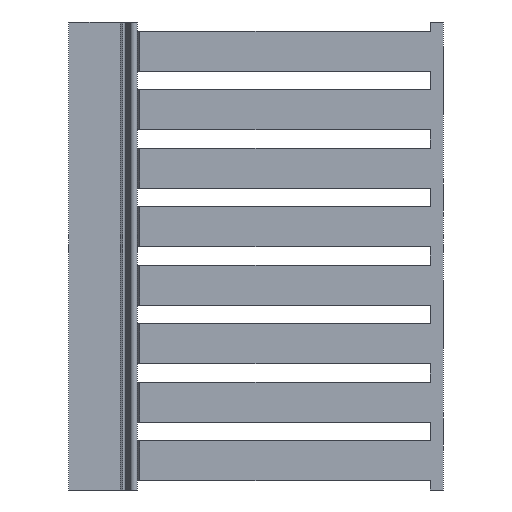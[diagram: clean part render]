
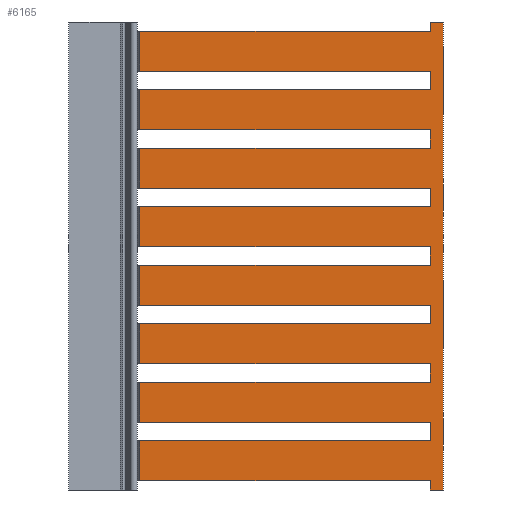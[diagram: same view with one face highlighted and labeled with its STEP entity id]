
A CAD part, left-side view. The second image highlights one B-rep face of the part: STEP entity #6165.
In plain terms, the highlighted planar face has unit normal (-1, 0, 0).
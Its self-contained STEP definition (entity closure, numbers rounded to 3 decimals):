
#631=DIRECTION('',(0.,0.,-1.));
#632=VECTOR('',#631,2.);
#633=CARTESIAN_POINT('',(-40.,2.8,100.));
#634=LINE('',#633,#632);
#643=DIRECTION('',(0.,0.,-1.));
#644=VECTOR('',#643,4.);
#645=CARTESIAN_POINT('',(-40.,2.8,89.5));
#646=LINE('',#645,#644);
#655=DIRECTION('',(0.,0.,-1.));
#656=VECTOR('',#655,4.);
#657=CARTESIAN_POINT('',(-40.,2.8,77.));
#658=LINE('',#657,#656);
#667=DIRECTION('',(0.,0.,-1.));
#668=VECTOR('',#667,4.);
#669=CARTESIAN_POINT('',(-40.,2.8,64.5));
#670=LINE('',#669,#668);
#679=DIRECTION('',(0.,0.,-1.));
#680=VECTOR('',#679,4.);
#681=CARTESIAN_POINT('',(-40.,2.8,52.));
#682=LINE('',#681,#680);
#691=DIRECTION('',(0.,0.,-1.));
#692=VECTOR('',#691,4.);
#693=CARTESIAN_POINT('',(-40.,2.8,39.5));
#694=LINE('',#693,#692);
#703=DIRECTION('',(0.,0.,-1.));
#704=VECTOR('',#703,4.);
#705=CARTESIAN_POINT('',(-40.,2.8,27.));
#706=LINE('',#705,#704);
#715=DIRECTION('',(0.,0.,-1.));
#716=VECTOR('',#715,4.);
#717=CARTESIAN_POINT('',(-40.,2.8,14.5));
#718=LINE('',#717,#716);
#727=DIRECTION('',(0.,0.,1.));
#728=VECTOR('',#727,2.);
#729=CARTESIAN_POINT('',(-40.,2.8,0.));
#730=LINE('',#729,#728);
#923=DIRECTION('',(0.,1.,0.));
#924=VECTOR('',#923,2.8);
#925=CARTESIAN_POINT('',(-40.,0.,0.));
#926=LINE('',#925,#924);
#931=DIRECTION('',(0.,0.,1.));
#932=VECTOR('',#931,8.5);
#933=CARTESIAN_POINT('',(-40.,64.8,2.));
#934=LINE('',#933,#932);
#935=DIRECTION('',(0.,0.,1.));
#936=VECTOR('',#935,8.5);
#937=CARTESIAN_POINT('',(-40.,64.8,14.5));
#938=LINE('',#937,#936);
#939=DIRECTION('',(0.,0.,1.));
#940=VECTOR('',#939,8.5);
#941=CARTESIAN_POINT('',(-40.,64.8,27.));
#942=LINE('',#941,#940);
#943=DIRECTION('',(0.,0.,1.));
#944=VECTOR('',#943,8.5);
#945=CARTESIAN_POINT('',(-40.,64.8,39.5));
#946=LINE('',#945,#944);
#947=DIRECTION('',(0.,0.,1.));
#948=VECTOR('',#947,8.5);
#949=CARTESIAN_POINT('',(-40.,64.8,52.));
#950=LINE('',#949,#948);
#951=DIRECTION('',(0.,0.,1.));
#952=VECTOR('',#951,8.5);
#953=CARTESIAN_POINT('',(-40.,64.8,64.5));
#954=LINE('',#953,#952);
#955=DIRECTION('',(0.,0.,1.));
#956=VECTOR('',#955,8.5);
#957=CARTESIAN_POINT('',(-40.,64.8,77.));
#958=LINE('',#957,#956);
#959=DIRECTION('',(0.,0.,1.));
#960=VECTOR('',#959,8.5);
#961=CARTESIAN_POINT('',(-40.,64.8,89.5));
#962=LINE('',#961,#960);
#963=DIRECTION('',(0.,0.,-1.));
#964=VECTOR('',#963,100.);
#965=CARTESIAN_POINT('',(-40.,0.,100.));
#966=LINE('',#965,#964);
#983=DIRECTION('',(0.,-1.,0.));
#984=VECTOR('',#983,62.);
#985=CARTESIAN_POINT('',(-40.,64.8,2.));
#986=LINE('',#985,#984);
#1147=DIRECTION('',(0.,-1.,0.));
#1148=VECTOR('',#1147,62.);
#1149=CARTESIAN_POINT('',(-40.,64.8,89.5));
#1150=LINE('',#1149,#1148);
#1207=DIRECTION('',(0.,1.,0.));
#1208=VECTOR('',#1207,2.8);
#1209=CARTESIAN_POINT('',(-40.,0.,100.));
#1210=LINE('',#1209,#1208);
#1215=DIRECTION('',(0.,1.,0.));
#1216=VECTOR('',#1215,62.);
#1217=CARTESIAN_POINT('',(-40.,2.8,98.));
#1218=LINE('',#1217,#1216);
#1283=DIRECTION('',(0.,1.,0.));
#1284=VECTOR('',#1283,62.);
#1285=CARTESIAN_POINT('',(-40.,2.8,10.5));
#1286=LINE('',#1285,#1284);
#2061=DIRECTION('',(0.,-1.,0.));
#2062=VECTOR('',#2061,62.);
#2063=CARTESIAN_POINT('',(-40.,64.8,77.));
#2064=LINE('',#2063,#2062);
#2185=DIRECTION('',(0.,1.,0.));
#2186=VECTOR('',#2185,62.);
#2187=CARTESIAN_POINT('',(-40.,2.8,85.5));
#2188=LINE('',#2187,#2186);
#2393=DIRECTION('',(0.,-1.,0.));
#2394=VECTOR('',#2393,62.);
#2395=CARTESIAN_POINT('',(-40.,64.8,64.5));
#2396=LINE('',#2395,#2394);
#2517=DIRECTION('',(0.,1.,0.));
#2518=VECTOR('',#2517,62.);
#2519=CARTESIAN_POINT('',(-40.,2.8,73.));
#2520=LINE('',#2519,#2518);
#3131=DIRECTION('',(0.,1.,0.));
#3132=VECTOR('',#3131,62.);
#3133=CARTESIAN_POINT('',(-40.,2.8,23.));
#3134=LINE('',#3133,#3132);
#3555=DIRECTION('',(0.,-1.,0.));
#3556=VECTOR('',#3555,62.);
#3557=CARTESIAN_POINT('',(-40.,64.8,27.));
#3558=LINE('',#3557,#3556);
#3591=DIRECTION('',(0.,1.,0.));
#3592=VECTOR('',#3591,62.);
#3593=CARTESIAN_POINT('',(-40.,2.8,35.5));
#3594=LINE('',#3593,#3592);
#3727=DIRECTION('',(0.,-1.,0.));
#3728=VECTOR('',#3727,62.);
#3729=CARTESIAN_POINT('',(-40.,64.8,39.5));
#3730=LINE('',#3729,#3728);
#3763=DIRECTION('',(0.,1.,0.));
#3764=VECTOR('',#3763,62.);
#3765=CARTESIAN_POINT('',(-40.,2.8,48.));
#3766=LINE('',#3765,#3764);
#3899=DIRECTION('',(0.,-1.,0.));
#3900=VECTOR('',#3899,62.);
#3901=CARTESIAN_POINT('',(-40.,64.8,52.));
#3902=LINE('',#3901,#3900);
#3935=DIRECTION('',(0.,1.,0.));
#3936=VECTOR('',#3935,62.);
#3937=CARTESIAN_POINT('',(-40.,2.8,60.5));
#3938=LINE('',#3937,#3936);
#4007=DIRECTION('',(0.,-1.,0.));
#4008=VECTOR('',#4007,62.);
#4009=CARTESIAN_POINT('',(-40.,64.8,14.5));
#4010=LINE('',#4009,#4008);
#5183=CARTESIAN_POINT('',(-40.,0.,0.));
#5184=CARTESIAN_POINT('',(-40.,2.8,0.));
#5185=VERTEX_POINT('',#5183);
#5186=VERTEX_POINT('',#5184);
#5187=CARTESIAN_POINT('',(-40.,2.8,2.));
#5188=VERTEX_POINT('',#5187);
#5189=CARTESIAN_POINT('',(-40.,2.8,14.5));
#5190=VERTEX_POINT('',#5189);
#5191=CARTESIAN_POINT('',(-40.,2.8,10.5));
#5192=VERTEX_POINT('',#5191);
#5193=CARTESIAN_POINT('',(-40.,2.8,27.));
#5194=VERTEX_POINT('',#5193);
#5195=CARTESIAN_POINT('',(-40.,2.8,23.));
#5196=VERTEX_POINT('',#5195);
#5197=CARTESIAN_POINT('',(-40.,2.8,39.5));
#5198=VERTEX_POINT('',#5197);
#5199=CARTESIAN_POINT('',(-40.,2.8,35.5));
#5200=VERTEX_POINT('',#5199);
#5201=CARTESIAN_POINT('',(-40.,2.8,52.));
#5202=VERTEX_POINT('',#5201);
#5203=CARTESIAN_POINT('',(-40.,2.8,48.));
#5204=VERTEX_POINT('',#5203);
#5205=CARTESIAN_POINT('',(-40.,2.8,64.5));
#5206=VERTEX_POINT('',#5205);
#5207=CARTESIAN_POINT('',(-40.,2.8,60.5));
#5208=VERTEX_POINT('',#5207);
#5209=CARTESIAN_POINT('',(-40.,2.8,77.));
#5210=VERTEX_POINT('',#5209);
#5211=CARTESIAN_POINT('',(-40.,2.8,73.));
#5212=VERTEX_POINT('',#5211);
#5213=CARTESIAN_POINT('',(-40.,2.8,89.5));
#5214=VERTEX_POINT('',#5213);
#5215=CARTESIAN_POINT('',(-40.,2.8,85.5));
#5216=VERTEX_POINT('',#5215);
#5217=CARTESIAN_POINT('',(-40.,0.,100.));
#5218=CARTESIAN_POINT('',(-40.,2.8,100.));
#5219=VERTEX_POINT('',#5217);
#5220=VERTEX_POINT('',#5218);
#5221=CARTESIAN_POINT('',(-40.,2.8,98.));
#5222=VERTEX_POINT('',#5221);
#5223=CARTESIAN_POINT('',(-40.,64.8,98.));
#5224=VERTEX_POINT('',#5223);
#5225=CARTESIAN_POINT('',(-40.,64.8,89.5));
#5226=VERTEX_POINT('',#5225);
#5227=CARTESIAN_POINT('',(-40.,64.8,85.5));
#5228=VERTEX_POINT('',#5227);
#5229=CARTESIAN_POINT('',(-40.,64.8,73.));
#5230=VERTEX_POINT('',#5229);
#5231=CARTESIAN_POINT('',(-40.,64.8,60.5));
#5232=VERTEX_POINT('',#5231);
#5233=CARTESIAN_POINT('',(-40.,64.8,48.));
#5234=VERTEX_POINT('',#5233);
#5257=CARTESIAN_POINT('',(-40.,64.8,35.5));
#5258=VERTEX_POINT('',#5257);
#5281=CARTESIAN_POINT('',(-40.,64.8,23.));
#5282=VERTEX_POINT('',#5281);
#5305=CARTESIAN_POINT('',(-40.,64.8,10.5));
#5306=VERTEX_POINT('',#5305);
#5329=CARTESIAN_POINT('',(-40.,64.8,2.));
#5330=VERTEX_POINT('',#5329);
#5353=CARTESIAN_POINT('',(-40.,64.8,14.5));
#5354=VERTEX_POINT('',#5353);
#5377=CARTESIAN_POINT('',(-40.,64.8,27.));
#5378=VERTEX_POINT('',#5377);
#5401=CARTESIAN_POINT('',(-40.,64.8,39.5));
#5402=VERTEX_POINT('',#5401);
#5425=CARTESIAN_POINT('',(-40.,64.8,52.));
#5426=VERTEX_POINT('',#5425);
#5449=CARTESIAN_POINT('',(-40.,64.8,64.5));
#5450=VERTEX_POINT('',#5449);
#5473=CARTESIAN_POINT('',(-40.,64.8,77.));
#5474=VERTEX_POINT('',#5473);
#6097=CARTESIAN_POINT('',(-40.,62.4,0.));
#6098=DIRECTION('',(-1.,0.,0.));
#6099=DIRECTION('',(0.,-1.,0.));
#6100=AXIS2_PLACEMENT_3D('',#6097,#6098,#6099);
#6101=PLANE('',#6100);
#6103=ORIENTED_EDGE('',*,*,#6102,.F.);
#6105=ORIENTED_EDGE('',*,*,#6104,.T.);
#6107=ORIENTED_EDGE('',*,*,#6106,.F.);
#6108=ORIENTED_EDGE('',*,*,#5798,.F.);
#6110=ORIENTED_EDGE('',*,*,#6109,.F.);
#6112=ORIENTED_EDGE('',*,*,#6111,.T.);
#6114=ORIENTED_EDGE('',*,*,#6113,.F.);
#6115=ORIENTED_EDGE('',*,*,#5790,.F.);
#6117=ORIENTED_EDGE('',*,*,#6116,.F.);
#6119=ORIENTED_EDGE('',*,*,#6118,.T.);
#6121=ORIENTED_EDGE('',*,*,#6120,.F.);
#6122=ORIENTED_EDGE('',*,*,#5782,.F.);
#6124=ORIENTED_EDGE('',*,*,#6123,.F.);
#6126=ORIENTED_EDGE('',*,*,#6125,.T.);
#6128=ORIENTED_EDGE('',*,*,#6127,.F.);
#6129=ORIENTED_EDGE('',*,*,#5774,.F.);
#6131=ORIENTED_EDGE('',*,*,#6130,.F.);
#6133=ORIENTED_EDGE('',*,*,#6132,.T.);
#6135=ORIENTED_EDGE('',*,*,#6134,.F.);
#6136=ORIENTED_EDGE('',*,*,#5766,.F.);
#6138=ORIENTED_EDGE('',*,*,#6137,.F.);
#6140=ORIENTED_EDGE('',*,*,#6139,.T.);
#6142=ORIENTED_EDGE('',*,*,#6141,.F.);
#6143=ORIENTED_EDGE('',*,*,#5758,.F.);
#6145=ORIENTED_EDGE('',*,*,#6144,.F.);
#6147=ORIENTED_EDGE('',*,*,#6146,.T.);
#6149=ORIENTED_EDGE('',*,*,#6148,.F.);
#6150=ORIENTED_EDGE('',*,*,#5750,.F.);
#6152=ORIENTED_EDGE('',*,*,#6151,.F.);
#6154=ORIENTED_EDGE('',*,*,#6153,.T.);
#6156=ORIENTED_EDGE('',*,*,#6155,.F.);
#6157=ORIENTED_EDGE('',*,*,#5742,.F.);
#6159=ORIENTED_EDGE('',*,*,#6158,.F.);
#6160=ORIENTED_EDGE('',*,*,#5480,.T.);
#6161=ORIENTED_EDGE('',*,*,#6089,.T.);
#6162=ORIENTED_EDGE('',*,*,#5806,.T.);
#6163=EDGE_LOOP('',(#6103,#6105,#6107,#6108,#6110,#6112,#6114,#6115,#6117,#6119,
#6121,#6122,#6124,#6126,#6128,#6129,#6131,#6133,#6135,#6136,#6138,#6140,#6142,
#6143,#6145,#6147,#6149,#6150,#6152,#6154,#6156,#6157,#6159,#6160,#6161,#6162));
#6164=FACE_OUTER_BOUND('',#6163,.F.);
#5480=EDGE_CURVE('',#5219,#5185,#966,.T.);
#5742=EDGE_CURVE('',#5220,#5222,#634,.T.);
#5750=EDGE_CURVE('',#5214,#5216,#646,.T.);
#5758=EDGE_CURVE('',#5210,#5212,#658,.T.);
#5766=EDGE_CURVE('',#5206,#5208,#670,.T.);
#5774=EDGE_CURVE('',#5202,#5204,#682,.T.);
#5782=EDGE_CURVE('',#5198,#5200,#694,.T.);
#5790=EDGE_CURVE('',#5194,#5196,#706,.T.);
#5798=EDGE_CURVE('',#5190,#5192,#718,.T.);
#5806=EDGE_CURVE('',#5186,#5188,#730,.T.);
#6089=EDGE_CURVE('',#5185,#5186,#926,.T.);
#6102=EDGE_CURVE('',#5330,#5188,#986,.T.);
#6104=EDGE_CURVE('',#5330,#5306,#934,.T.);
#6106=EDGE_CURVE('',#5192,#5306,#1286,.T.);
#6109=EDGE_CURVE('',#5354,#5190,#4010,.T.);
#6111=EDGE_CURVE('',#5354,#5282,#938,.T.);
#6113=EDGE_CURVE('',#5196,#5282,#3134,.T.);
#6116=EDGE_CURVE('',#5378,#5194,#3558,.T.);
#6118=EDGE_CURVE('',#5378,#5258,#942,.T.);
#6120=EDGE_CURVE('',#5200,#5258,#3594,.T.);
#6123=EDGE_CURVE('',#5402,#5198,#3730,.T.);
#6125=EDGE_CURVE('',#5402,#5234,#946,.T.);
#6127=EDGE_CURVE('',#5204,#5234,#3766,.T.);
#6130=EDGE_CURVE('',#5426,#5202,#3902,.T.);
#6132=EDGE_CURVE('',#5426,#5232,#950,.T.);
#6134=EDGE_CURVE('',#5208,#5232,#3938,.T.);
#6137=EDGE_CURVE('',#5450,#5206,#2396,.T.);
#6139=EDGE_CURVE('',#5450,#5230,#954,.T.);
#6141=EDGE_CURVE('',#5212,#5230,#2520,.T.);
#6144=EDGE_CURVE('',#5474,#5210,#2064,.T.);
#6146=EDGE_CURVE('',#5474,#5228,#958,.T.);
#6148=EDGE_CURVE('',#5216,#5228,#2188,.T.);
#6151=EDGE_CURVE('',#5226,#5214,#1150,.T.);
#6153=EDGE_CURVE('',#5226,#5224,#962,.T.);
#6155=EDGE_CURVE('',#5222,#5224,#1218,.T.);
#6158=EDGE_CURVE('',#5219,#5220,#1210,.T.);
#6165=ADVANCED_FACE('',(#6164),#6101,.T.);
